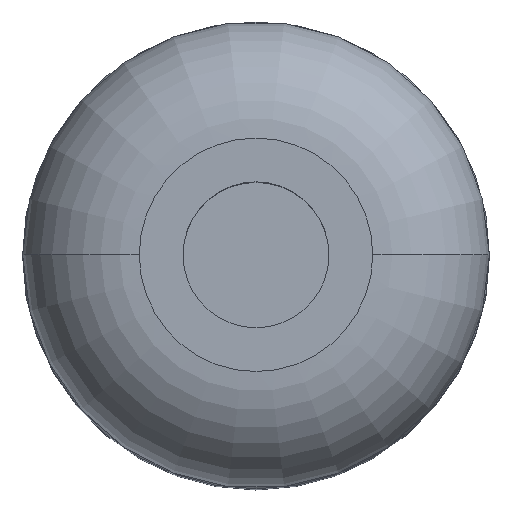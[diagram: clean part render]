
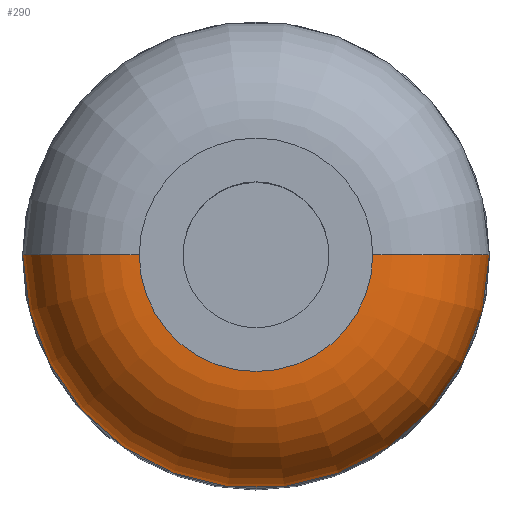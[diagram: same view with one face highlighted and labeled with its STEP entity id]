
A CAD part, top view. The second image highlights one B-rep face of the part: STEP entity #290.
In plain terms, the highlighted toroidal (fillet/blend) face has major radius 4 mm and minor radius 4 mm.
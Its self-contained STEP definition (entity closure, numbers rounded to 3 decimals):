
#4 = CARTESIAN_POINT ( 'NONE',  ( 6.284, 0., 28.716 ) ) ;
#11 = CARTESIAN_POINT ( 'NONE',  ( 4., 0., 36. ) ) ;
#13 = DIRECTION ( 'NONE',  ( 0., 1., 0. ) ) ;
#34 = AXIS2_PLACEMENT_3D ( 'NONE', #294, #385, #351 ) ;
#49 = DIRECTION ( 'NONE',  ( -1., 0., 0. ) ) ;
#50 = DIRECTION ( 'NONE',  ( 1., 0., 0. ) ) ;
#57 = EDGE_CURVE ( 'NONE', #324, #312, #103, .T. ) ;
#63 = CARTESIAN_POINT ( 'NONE',  ( 0., 0., 28.716 ) ) ;
#67 = ORIENTED_EDGE ( 'NONE', *, *, #202, .T. ) ;
#80 = CIRCLE ( 'NONE', #394, 4. ) ;
#83 = DIRECTION ( 'NONE',  ( 0., 0., -1. ) ) ;
#87 = DIRECTION ( 'NONE',  ( 0., 0., 1. ) ) ;
#90 = DIRECTION ( 'NONE',  ( 1., 0., 0. ) ) ;
#103 = CIRCLE ( 'NONE', #245, 6.284 ) ;
#119 = ORIENTED_EDGE ( 'NONE', *, *, #401, .F. ) ;
#130 = AXIS2_PLACEMENT_3D ( 'NONE', #393, #300, #83 ) ;
#133 = CARTESIAN_POINT ( 'NONE',  ( 0., 0., 32. ) ) ;
#138 = CARTESIAN_POINT ( 'NONE',  ( -4., 0., 36. ) ) ;
#144 = TOROIDAL_SURFACE ( 'NONE', #160, 4., 4. ) ;
#160 = AXIS2_PLACEMENT_3D ( 'NONE', #133, #363, #50 ) ;
#172 = CARTESIAN_POINT ( 'NONE',  ( -4., 0., 32. ) ) ;
#202 = EDGE_CURVE ( 'NONE', #312, #268, #347, .T. ) ;
#215 = ORIENTED_EDGE ( 'NONE', *, *, #57, .T. ) ;
#233 = CARTESIAN_POINT ( 'NONE',  ( -6.284, 0., 28.716 ) ) ;
#239 = FACE_OUTER_BOUND ( 'NONE', #333, .T. ) ;
#245 = AXIS2_PLACEMENT_3D ( 'NONE', #63, #87, #90 ) ;
#268 = VERTEX_POINT ( 'NONE', #11 ) ;
#281 = VERTEX_POINT ( 'NONE', #138 ) ;
#290 = ADVANCED_FACE ( 'NONE', ( #239 ), #144, .T. ) ;
#294 = CARTESIAN_POINT ( 'NONE',  ( 0., 0., 36. ) ) ;
#300 = DIRECTION ( 'NONE',  ( 0., -1., 0. ) ) ;
#306 = CIRCLE ( 'NONE', #34, 4. ) ;
#312 = VERTEX_POINT ( 'NONE', #4 ) ;
#322 = EDGE_CURVE ( 'NONE', #281, #268, #306, .T. ) ;
#324 = VERTEX_POINT ( 'NONE', #233 ) ;
#333 = EDGE_LOOP ( 'NONE', ( #119, #215, #67, #371 ) ) ;
#347 = CIRCLE ( 'NONE', #130, 4. ) ;
#351 = DIRECTION ( 'NONE',  ( 1., 0., 0. ) ) ;
#363 = DIRECTION ( 'NONE',  ( 0., 0., 1. ) ) ;
#371 = ORIENTED_EDGE ( 'NONE', *, *, #322, .F. ) ;
#385 = DIRECTION ( 'NONE',  ( 0., 0., 1. ) ) ;
#393 = CARTESIAN_POINT ( 'NONE',  ( 4., 0., 32. ) ) ;
#394 = AXIS2_PLACEMENT_3D ( 'NONE', #172, #13, #49 ) ;
#401 = EDGE_CURVE ( 'NONE', #324, #281, #80, .T. ) ;
